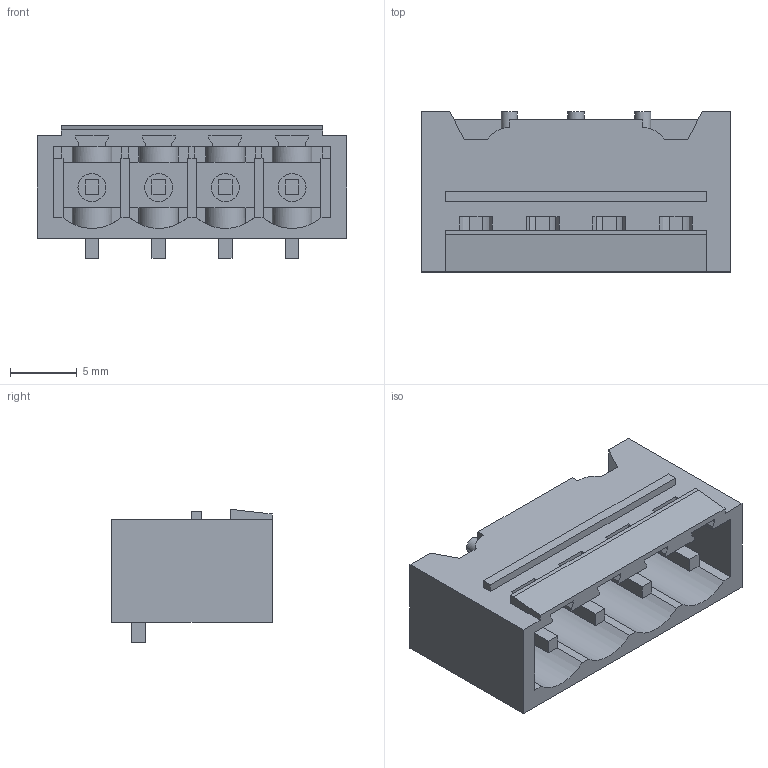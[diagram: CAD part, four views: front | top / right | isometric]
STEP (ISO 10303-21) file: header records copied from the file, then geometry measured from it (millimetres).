
FILE_DESCRIPTION(('CATIA V5 STEP Exchange','CAx-IF Rec.Pracs.--- Model Styling and Organization---1.2---2011-12-15'),'2;1');
FILE_NAME ('7592369_2_1797710000_1797710000.stp','2018-03-08T10:26:29+00:00',('none'),('Weidmueller'),'CATIA Version 5-6 Release 2014','CATIA V5 STEP AP214','none');
FILE_SCHEMA(('AUTOMOTIVE_DESIGN { 1 0 10303 214 1 1 1 1 }'));
Length unit declared in the file: millimetre
Products named in the file (1): 1797710000
Bounding box: 23.2 x 12 x 9.93 mm (x, y, z)
Volume: 946.3 mm3; surface area: 2125.5 mm2
Topology: 5 solids, 5 shells, 311 faces, 934 edges, 627 vertices
Faces by surface type: plane 273, cylinder 34, extrusion 4
Entity records: 9961 total; most frequent: CARTESIAN_POINT 1965, ORIENTED_EDGE 1868, DIRECTION 1312, EDGE_CURVE 934, VECTOR 800, LINE 796, VERTEX_POINT 627, EDGE_LOOP 321
